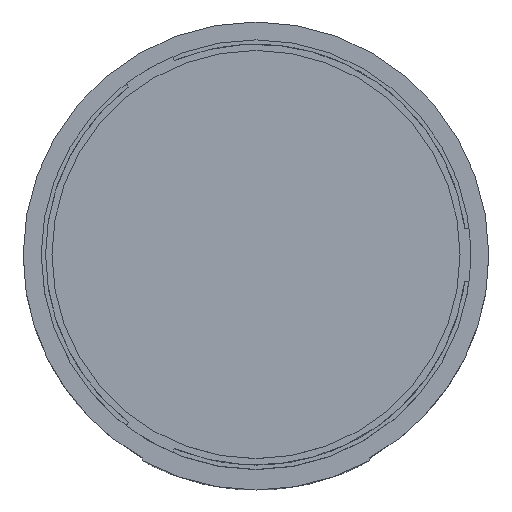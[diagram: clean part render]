
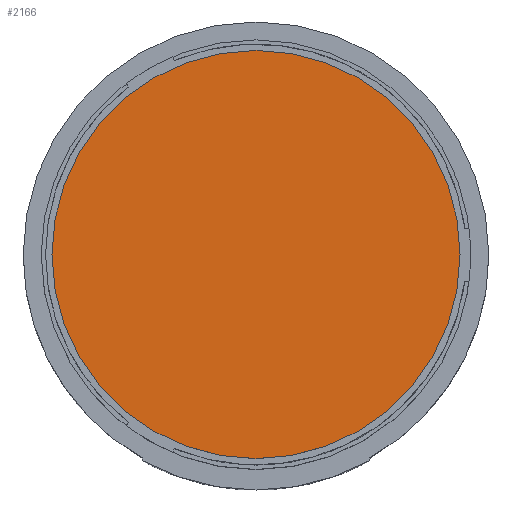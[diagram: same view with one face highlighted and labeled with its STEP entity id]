
A CAD part, top view. The second image highlights one B-rep face of the part: STEP entity #2166.
In plain terms, the highlighted planar face has unit normal (0, 0, 1).
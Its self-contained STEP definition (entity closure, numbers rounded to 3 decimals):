
#2146=CARTESIAN_POINT('POINT123',(26.908,0.,
   40.09));
#2147=VERTEX_POINT('VERTEX123',#2146);
#2148=CARTESIAN_POINT('POINT124',(-26.908,0.,
   40.09));
#2149=VERTEX_POINT('VERTEX124',#2148);
#2150=CARTESIAN_POINT('POS140',(0.,0.,40.09));
#2151=DIRECTION('DIR223',(0.,0.,-1.));
#2152=DIRECTION('DIR224',(1.,0.,0.));
#2153=AXIS2_PLACEMENT_3D('AXIS84',#2150,#2151,#2152);
#2154=CIRCLE('ELLIPSE38',#2153,26.908);
#2155=EDGE_CURVE('EDGE211',#2147,#2149,#2154,.T.);
#2156=ORIENTED_EDGE('COEDGE419',*,*,#2155,.F.);
#2157=EDGE_CURVE('EDGE212',#2149,#2147,#2154,.T.);
#2158=ORIENTED_EDGE('COEDGE420',*,*,#2157,.F.);
#2159=EDGE_LOOP('NONE',(#2156,#2158));
#2160=FACE_BOUND('LOOP1',#2159,.T.);
#2161=CARTESIAN_POINT('POS141',(13.454,0.,
   40.09));
#2162=DIRECTION('DIR225',(0.,0.,1.));
#2163=DIRECTION('DIR226',(1.,0.,0.));
#2164=AXIS2_PLACEMENT_3D('AXIS85',#2161,#2162,#2163);
#2165=PLANE('PLANE30',#2164);
#2166=ADVANCED_FACE('FACE97',(#2160),#2165,.T.);
